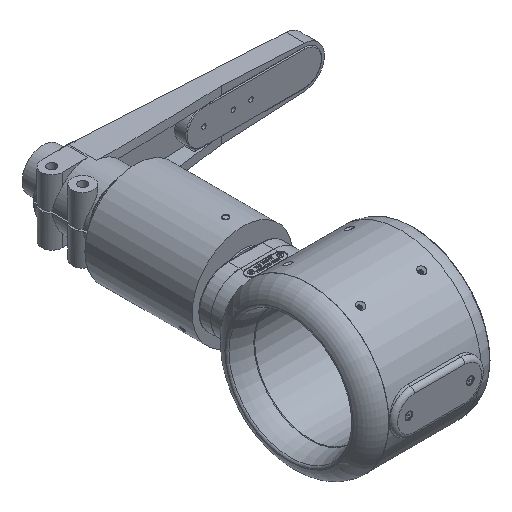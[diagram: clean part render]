
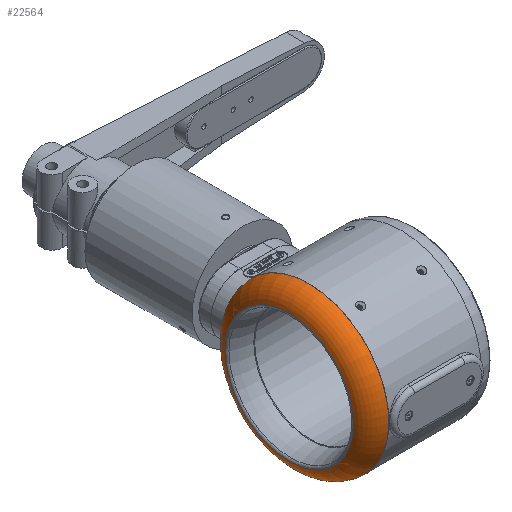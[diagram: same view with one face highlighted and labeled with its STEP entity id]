
A CAD part, isometric view. The second image highlights one B-rep face of the part: STEP entity #22564.
In plain terms, the highlighted toroidal (fillet/blend) face has major radius 71.515 mm and minor radius 23.985 mm.
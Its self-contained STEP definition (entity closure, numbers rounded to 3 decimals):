
#194 = ORIENTED_EDGE ( 'NONE', *, *, #24354, .F. ) ;
#278 = CARTESIAN_POINT ( 'NONE',  ( -71.541, -173.244, 89.37 ) ) ;
#378 = FACE_OUTER_BOUND ( 'NONE', #18643, .T. ) ;
#967 = VERTEX_POINT ( 'NONE', #14398 ) ;
#1437 = CARTESIAN_POINT ( 'NONE',  ( -71.541, -321.789, 3.664 ) ) ;
#2328 = CARTESIAN_POINT ( 'NONE',  ( -71.541, -252.154, 177.551 ) ) ;
#2507 = CARTESIAN_POINT ( 'NONE',  ( -71.541, -335.907, 151.47 ) ) ;
#2686 = CARTESIAN_POINT ( 'NONE',  ( -71.541, -311.291, 169.021 ) ) ;
#2864 = CARTESIAN_POINT ( 'NONE',  ( -71.541, -223.583, 167.673 ) ) ;
#3506 = FACE_OUTER_BOUND ( 'NONE', #5238, .T. ) ;
#4486 = B_SPLINE_CURVE_WITH_KNOTS ( 'NONE', 3,
 ( #32646, #9876, #7157, #19167 ),
 .UNSPECIFIED., .F., .F.,
 ( 4, 4 ),
 ( 0., 1. ),
 .UNSPECIFIED. ) ;
#5024 = CARTESIAN_POINT ( 'NONE',  ( -71.541, -173.244, 77.245 ) ) ;
#5215 = CARTESIAN_POINT ( 'NONE',  ( -71.541, -363.819, 92.308 ) ) ;
#5238 = EDGE_LOOP ( 'NONE', ( #194, #26967 ) ) ;
#5395 = CARTESIAN_POINT ( 'NONE',  ( -71.541, -350.885, 132.398 ) ) ;
#5575 = CARTESIAN_POINT ( 'NONE',  ( -71.541, -173.823, 71.183 ) ) ;
#5763 = CARTESIAN_POINT ( 'NONE',  ( -71.541, -363.247, 98.343 ) ) ;
#6662 = AXIS2_PLACEMENT_3D ( 'NONE', #25636, #33792, #9121 ) ;
#6896 = CIRCLE ( 'NONE', #28704, 76.64 ) ;
#7157 = CARTESIAN_POINT ( 'NONE',  ( -71.541, -364.385, 86.326 ) ) ;
#7615 = CARTESIAN_POINT ( 'NONE',  ( -71.541, -326.748, 7.199 ) ) ;
#7958 = CARTESIAN_POINT ( 'NONE',  ( -71.541, -191.69, 26.564 ) ) ;
#8118 = CARTESIAN_POINT ( 'NONE',  ( -71.541, -363.819, 74.308 ) ) ;
#8153 = CARTESIAN_POINT ( 'NONE',  ( -71.541, -240.37, 174.697 ) ) ;
#8320 = CARTESIAN_POINT ( 'NONE',  ( -71.541, -240.37, -8.081 ) ) ;
#8490 = CARTESIAN_POINT ( 'NONE',  ( -71.541, -218.308, 1.986 ) ) ;
#9121 = DIRECTION ( 'NONE',  ( 0., 0., 1. ) ) ;
#9314 = CARTESIAN_POINT ( 'NONE',  ( -71.541, -363.819, 92.308 ) ) ;
#9600 = VERTEX_POINT ( 'NONE', #9314 ) ;
#9797 = CARTESIAN_POINT ( 'NONE',  ( -71.541, -305.753, -4.938 ) ) ;
#9876 = CARTESIAN_POINT ( 'NONE',  ( -71.541, -364.385, 80.29 ) ) ;
#10828 = CARTESIAN_POINT ( 'NONE',  ( -71.541, -195.456, 21.778 ) ) ;
#11007 = CARTESIAN_POINT ( 'NONE',  ( -71.541, -276.378, 178.695 ) ) ;
#11192 = CARTESIAN_POINT ( 'NONE',  ( -71.541, -294.297, -8.91 ) ) ;
#11357 = CARTESIAN_POINT ( 'NONE',  ( -71.541, -173.823, 95.433 ) ) ;
#13006 = CARTESIAN_POINT ( 'NONE',  ( -71.541, -350.885, 34.217 ) ) ;
#13365 = CARTESIAN_POINT ( 'NONE',  ( -71.541, -340.106, 147.06 ) ) ;
#13563 = CARTESIAN_POINT ( 'NONE',  ( -94.972, -268.744, 83.308 ) ) ;
#13892 = CARTESIAN_POINT ( 'NONE',  ( -71.541, -326.748, 159.416 ) ) ;
#14398 = CARTESIAN_POINT ( 'NONE',  ( -94.972, -268.744, 159.948 ) ) ;
#16079 = CARTESIAN_POINT ( 'NONE',  ( -71.541, -203.825, 153.611 ) ) ;
#16268 = CARTESIAN_POINT ( 'NONE',  ( -71.541, -185.133, 129.852 ) ) ;
#16619 = CARTESIAN_POINT ( 'NONE',  ( -71.541, -195.456, 144.837 ) ) ;
#16806 = CARTESIAN_POINT ( 'NONE',  ( -71.541, -182.342, 42.177 ) ) ;
#18643 = EDGE_LOOP ( 'NONE', ( #21068 ) ) ;
#18762 = CARTESIAN_POINT ( 'NONE',  ( -71.541, -270.295, -12.372 ) ) ;
#18951 = CARTESIAN_POINT ( 'NONE',  ( -71.541, -347.595, 137.524 ) ) ;
#19126 = CARTESIAN_POINT ( 'NONE',  ( -71.541, -177.834, 53.433 ) ) ;
#19167 = CARTESIAN_POINT ( 'NONE',  ( -71.541, -363.819, 92.308 ) ) ;
#19236 = EDGE_CURVE ( 'NONE', #32418, #9600, #4486, .T. ) ;
#19306 = CARTESIAN_POINT ( 'NONE',  ( -71.541, -176.118, 59.276 ) ) ;
#19471 = CARTESIAN_POINT ( 'NONE',  ( -71.541, -177.834, 113.182 ) ) ;
#21048 = B_SPLINE_CURVE_WITH_KNOTS ( 'NONE', 3,
 ( #23789, #34817, #32069, #26141, #26834, #13006, #23935, #34985, #32253, #7615, #1437, #34465, #9797, #11192, #22331, #22154, #18762, #33157, #32794, #8320, #25006, #29719, #8490, #21986, #27018, #10828, #7958, #30240, #16806, #19126, #19306, #5575, #5024, #278, #11357, #21637, #19471, #30432, #16268, #30084, #16619, #16079, #27563, #21810, #2864, #35552, #8153, #2328, #27203, #35741, #11007, #33344, #27372, #32981, #2686, #32607, #13892, #2507, #13365, #18951, #5395, #24308, #29902, #35371, #5763, #5215 ),
 .UNSPECIFIED., .F., .F.,
 ( 4, 2, 2, 2, 2, 2, 2, 2, 2, 2, 2, 2, 2, 2, 2, 2, 2, 2, 2, 2, 2, 2, 2, 2, 2, 2, 2, 2, 2, 2, 2, 2, 4 ),
 ( 0., 0.031, 0.063, 0.094, 0.125, 0.156, 0.188, 0.219, 0.25, 0.281, 0.313, 0.344, 0.375, 0.406, 0.438, 0.469, 0.5, 0.531, 0.563, 0.594, 0.625, 0.656, 0.688, 0.719, 0.75, 0.781, 0.813, 0.844, 0.875, 0.906, 0.938, 0.969, 1. ),
 .UNSPECIFIED. ) ;
#21068 = ORIENTED_EDGE ( 'NONE', *, *, #26203, .F. ) ;
#21588 = TOROIDAL_SURFACE ( 'NONE', #6662, 71.515, 23.985 ) ;
#21637 = CARTESIAN_POINT ( 'NONE',  ( -71.541, -176.118, 107.339 ) ) ;
#21810 = CARTESIAN_POINT ( 'NONE',  ( -71.541, -218.308, 164.629 ) ) ;
#21986 = CARTESIAN_POINT ( 'NONE',  ( -71.541, -208.429, 9.017 ) ) ;
#22154 = CARTESIAN_POINT ( 'NONE',  ( -71.541, -276.378, -12.08 ) ) ;
#22191 = DIRECTION ( 'NONE',  ( -1., 0., 0. ) ) ;
#22331 = CARTESIAN_POINT ( 'NONE',  ( -71.541, -288.379, -10.348 ) ) ;
#22564 = ADVANCED_FACE ( 'NONE', ( #378, #3506 ), #21588, .T. ) ;
#23789 = CARTESIAN_POINT ( 'NONE',  ( -71.541, -363.819, 74.308 ) ) ;
#23935 = CARTESIAN_POINT ( 'NONE',  ( -71.541, -347.595, 29.092 ) ) ;
#24308 = CARTESIAN_POINT ( 'NONE',  ( -71.541, -356.433, 121.617 ) ) ;
#24354 = EDGE_CURVE ( 'NONE', #32418, #9600, #21048, .T. ) ;
#24702 = DIRECTION ( 'NONE',  ( 0., 0., 1. ) ) ;
#25006 = CARTESIAN_POINT ( 'NONE',  ( -71.541, -234.614, -6.091 ) ) ;
#25636 = CARTESIAN_POINT ( 'NONE',  ( -71.541, -268.744, 83.308 ) ) ;
#26141 = CARTESIAN_POINT ( 'NONE',  ( -71.541, -358.692, 50.654 ) ) ;
#26203 = EDGE_CURVE ( 'NONE', #967, #967, #6896, .T. ) ;
#26834 = CARTESIAN_POINT ( 'NONE',  ( -71.541, -356.433, 44.999 ) ) ;
#26967 = ORIENTED_EDGE ( 'NONE', *, *, #19236, .T. ) ;
#27018 = CARTESIAN_POINT ( 'NONE',  ( -71.541, -203.825, 13.004 ) ) ;
#27203 = CARTESIAN_POINT ( 'NONE',  ( -71.541, -258.183, 178.415 ) ) ;
#27372 = CARTESIAN_POINT ( 'NONE',  ( -71.541, -294.297, 175.525 ) ) ;
#27563 = CARTESIAN_POINT ( 'NONE',  ( -71.541, -208.429, 157.598 ) ) ;
#28704 = AXIS2_PLACEMENT_3D ( 'NONE', #13563, #22191, #24702 ) ;
#29719 = CARTESIAN_POINT ( 'NONE',  ( -71.541, -223.583, -1.057 ) ) ;
#29902 = CARTESIAN_POINT ( 'NONE',  ( -71.541, -358.692, 115.961 ) ) ;
#30084 = CARTESIAN_POINT ( 'NONE',  ( -71.541, -191.69, 140.051 ) ) ;
#30240 = CARTESIAN_POINT ( 'NONE',  ( -71.541, -185.133, 36.764 ) ) ;
#30432 = CARTESIAN_POINT ( 'NONE',  ( -71.541, -182.342, 124.439 ) ) ;
#32069 = CARTESIAN_POINT ( 'NONE',  ( -71.541, -362.099, 62.291 ) ) ;
#32253 = CARTESIAN_POINT ( 'NONE',  ( -71.541, -335.907, 15.145 ) ) ;
#32418 = VERTEX_POINT ( 'NONE', #8118 ) ;
#32607 = CARTESIAN_POINT ( 'NONE',  ( -71.541, -321.789, 162.952 ) ) ;
#32646 = CARTESIAN_POINT ( 'NONE',  ( -71.541, -363.819, 74.308 ) ) ;
#32794 = CARTESIAN_POINT ( 'NONE',  ( -71.541, -252.154, -10.936 ) ) ;
#32981 = CARTESIAN_POINT ( 'NONE',  ( -71.541, -305.753, 171.553 ) ) ;
#33157 = CARTESIAN_POINT ( 'NONE',  ( -71.541, -258.183, -11.8 ) ) ;
#33344 = CARTESIAN_POINT ( 'NONE',  ( -71.541, -288.379, 176.964 ) ) ;
#33792 = DIRECTION ( 'NONE',  ( -1., 0., 0. ) ) ;
#34465 = CARTESIAN_POINT ( 'NONE',  ( -71.541, -311.291, -2.405 ) ) ;
#34817 = CARTESIAN_POINT ( 'NONE',  ( -71.541, -363.247, 68.272 ) ) ;
#34985 = CARTESIAN_POINT ( 'NONE',  ( -71.541, -340.106, 19.555 ) ) ;
#35371 = CARTESIAN_POINT ( 'NONE',  ( -71.541, -362.099, 104.324 ) ) ;
#35552 = CARTESIAN_POINT ( 'NONE',  ( -71.541, -234.614, 172.707 ) ) ;
#35741 = CARTESIAN_POINT ( 'NONE',  ( -71.541, -270.295, 178.987 ) ) ;
